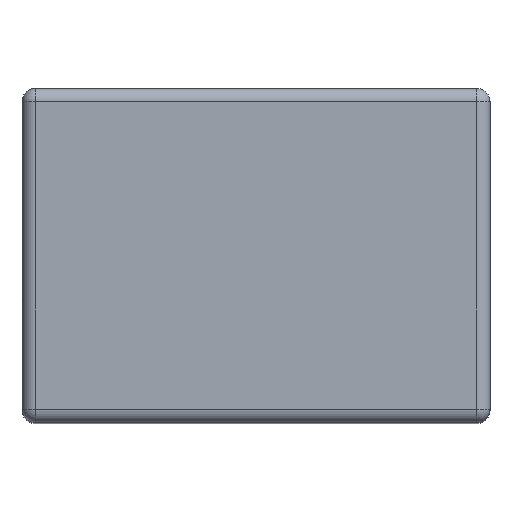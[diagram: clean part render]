
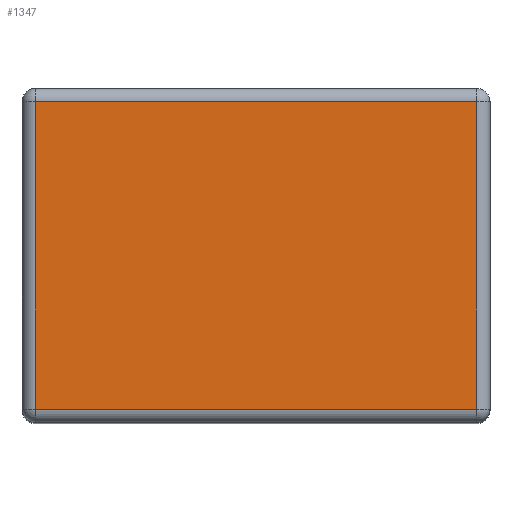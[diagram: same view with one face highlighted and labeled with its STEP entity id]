
A CAD part, top view. The second image highlights one B-rep face of the part: STEP entity #1347.
In plain terms, the highlighted planar face has unit normal (0, 0, 1).
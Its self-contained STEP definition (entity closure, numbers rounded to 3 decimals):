
#296 = CYLINDRICAL_SURFACE('',#297,0.2);
#297 = AXIS2_PLACEMENT_3D('',#298,#299,#300);
#298 = CARTESIAN_POINT('',(-0.96,2.3,9.8));
#299 = DIRECTION('',(1.,0.,0.));
#300 = DIRECTION('',(0.,1.,0.));
#663 = VERTEX_POINT('',#664);
#664 = CARTESIAN_POINT('',(-0.76,2.3,10.));
#686 = EDGE_CURVE('',#663,#687,#689,.T.);
#687 = VERTEX_POINT('',#688);
#688 = CARTESIAN_POINT('',(5.84,2.3,10.));
#689 = SURFACE_CURVE('',#690,(#694,#701),.PCURVE_S1.);
#690 = LINE('',#691,#692);
#691 = CARTESIAN_POINT('',(-0.96,2.3,10.));
#692 = VECTOR('',#693,1.);
#693 = DIRECTION('',(1.,0.,0.));
#694 = PCURVE('',#296,#695);
#695 = DEFINITIONAL_REPRESENTATION('',(#696),#700);
#696 = LINE('',#697,#698);
#697 = CARTESIAN_POINT('',(1.571,0.));
#698 = VECTOR('',#699,1.);
#699 = DIRECTION('',(0.,1.));
#700 = ( GEOMETRIC_REPRESENTATION_CONTEXT(2) 
PARAMETRIC_REPRESENTATION_CONTEXT() REPRESENTATION_CONTEXT('2D SPACE',''
  ) );
#701 = PCURVE('',#702,#707);
#702 = PLANE('',#703);
#703 = AXIS2_PLACEMENT_3D('',#704,#705,#706);
#704 = CARTESIAN_POINT('',(2.54,0.,10.));
#705 = DIRECTION('',(-0.,-0.,-1.));
#706 = DIRECTION('',(-1.,0.,0.));
#707 = DEFINITIONAL_REPRESENTATION('',(#708),#712);
#708 = LINE('',#709,#710);
#709 = CARTESIAN_POINT('',(3.5,2.3));
#710 = VECTOR('',#711,1.);
#711 = DIRECTION('',(-1.,0.));
#712 = ( GEOMETRIC_REPRESENTATION_CONTEXT(2) 
PARAMETRIC_REPRESENTATION_CONTEXT() REPRESENTATION_CONTEXT('2D SPACE',''
  ) );
#1257 = CYLINDRICAL_SURFACE('',#1258,0.2);
#1258 = AXIS2_PLACEMENT_3D('',#1259,#1260,#1261);
#1259 = CARTESIAN_POINT('',(-0.76,-2.5,9.8));
#1260 = DIRECTION('',(0.,1.,0.));
#1261 = DIRECTION('',(0.,0.,1.));
#1347 = ADVANCED_FACE('',(#1348),#702,.F.);
#1348 = FACE_BOUND('',#1349,.F.);
#1349 = EDGE_LOOP('',(#1350,#1380,#1401,#1402));
#1350 = ORIENTED_EDGE('',*,*,#1351,.T.);
#1351 = EDGE_CURVE('',#1352,#1354,#1356,.T.);
#1352 = VERTEX_POINT('',#1353);
#1353 = CARTESIAN_POINT('',(5.84,-2.3,10.));
#1354 = VERTEX_POINT('',#1355);
#1355 = CARTESIAN_POINT('',(-0.76,-2.3,10.));
#1356 = SURFACE_CURVE('',#1357,(#1361,#1368),.PCURVE_S1.);
#1357 = LINE('',#1358,#1359);
#1358 = CARTESIAN_POINT('',(6.04,-2.3,10.));
#1359 = VECTOR('',#1360,1.);
#1360 = DIRECTION('',(-1.,0.,0.));
#1361 = PCURVE('',#702,#1362);
#1362 = DEFINITIONAL_REPRESENTATION('',(#1363),#1367);
#1363 = LINE('',#1364,#1365);
#1364 = CARTESIAN_POINT('',(-3.5,-2.3));
#1365 = VECTOR('',#1366,1.);
#1366 = DIRECTION('',(1.,0.));
#1367 = ( GEOMETRIC_REPRESENTATION_CONTEXT(2) 
PARAMETRIC_REPRESENTATION_CONTEXT() REPRESENTATION_CONTEXT('2D SPACE',''
  ) );
#1368 = PCURVE('',#1369,#1374);
#1369 = CYLINDRICAL_SURFACE('',#1370,0.2);
#1370 = AXIS2_PLACEMENT_3D('',#1371,#1372,#1373);
#1371 = CARTESIAN_POINT('',(6.04,-2.3,9.8));
#1372 = DIRECTION('',(-1.,0.,0.));
#1373 = DIRECTION('',(0.,0.,1.));
#1374 = DEFINITIONAL_REPRESENTATION('',(#1375),#1379);
#1375 = LINE('',#1376,#1377);
#1376 = CARTESIAN_POINT('',(-0.,0.));
#1377 = VECTOR('',#1378,1.);
#1378 = DIRECTION('',(-0.,1.));
#1379 = ( GEOMETRIC_REPRESENTATION_CONTEXT(2) 
PARAMETRIC_REPRESENTATION_CONTEXT() REPRESENTATION_CONTEXT('2D SPACE',''
  ) );
#1380 = ORIENTED_EDGE('',*,*,#1381,.T.);
#1381 = EDGE_CURVE('',#1354,#663,#1382,.T.);
#1382 = SURFACE_CURVE('',#1383,(#1387,#1394),.PCURVE_S1.);
#1383 = LINE('',#1384,#1385);
#1384 = CARTESIAN_POINT('',(-0.76,-2.5,10.));
#1385 = VECTOR('',#1386,1.);
#1386 = DIRECTION('',(0.,1.,0.));
#1387 = PCURVE('',#702,#1388);
#1388 = DEFINITIONAL_REPRESENTATION('',(#1389),#1393);
#1389 = LINE('',#1390,#1391);
#1390 = CARTESIAN_POINT('',(3.3,-2.5));
#1391 = VECTOR('',#1392,1.);
#1392 = DIRECTION('',(0.,1.));
#1393 = ( GEOMETRIC_REPRESENTATION_CONTEXT(2) 
PARAMETRIC_REPRESENTATION_CONTEXT() REPRESENTATION_CONTEXT('2D SPACE',''
  ) );
#1394 = PCURVE('',#1257,#1395);
#1395 = DEFINITIONAL_REPRESENTATION('',(#1396),#1400);
#1396 = LINE('',#1397,#1398);
#1397 = CARTESIAN_POINT('',(-0.,0.));
#1398 = VECTOR('',#1399,1.);
#1399 = DIRECTION('',(-0.,1.));
#1400 = ( GEOMETRIC_REPRESENTATION_CONTEXT(2) 
PARAMETRIC_REPRESENTATION_CONTEXT() REPRESENTATION_CONTEXT('2D SPACE',''
  ) );
#1401 = ORIENTED_EDGE('',*,*,#686,.T.);
#1402 = ORIENTED_EDGE('',*,*,#1403,.T.);
#1403 = EDGE_CURVE('',#687,#1352,#1404,.T.);
#1404 = SURFACE_CURVE('',#1405,(#1409,#1416),.PCURVE_S1.);
#1405 = LINE('',#1406,#1407);
#1406 = CARTESIAN_POINT('',(5.84,2.5,10.));
#1407 = VECTOR('',#1408,1.);
#1408 = DIRECTION('',(0.,-1.,0.));
#1409 = PCURVE('',#702,#1410);
#1410 = DEFINITIONAL_REPRESENTATION('',(#1411),#1415);
#1411 = LINE('',#1412,#1413);
#1412 = CARTESIAN_POINT('',(-3.3,2.5));
#1413 = VECTOR('',#1414,1.);
#1414 = DIRECTION('',(0.,-1.));
#1415 = ( GEOMETRIC_REPRESENTATION_CONTEXT(2) 
PARAMETRIC_REPRESENTATION_CONTEXT() REPRESENTATION_CONTEXT('2D SPACE',''
  ) );
#1416 = PCURVE('',#1417,#1422);
#1417 = CYLINDRICAL_SURFACE('',#1418,0.2);
#1418 = AXIS2_PLACEMENT_3D('',#1419,#1420,#1421);
#1419 = CARTESIAN_POINT('',(5.84,2.5,9.8));
#1420 = DIRECTION('',(0.,-1.,0.));
#1421 = DIRECTION('',(1.,0.,0.));
#1422 = DEFINITIONAL_REPRESENTATION('',(#1423),#1427);
#1423 = LINE('',#1424,#1425);
#1424 = CARTESIAN_POINT('',(1.571,0.));
#1425 = VECTOR('',#1426,1.);
#1426 = DIRECTION('',(0.,1.));
#1427 = ( GEOMETRIC_REPRESENTATION_CONTEXT(2) 
PARAMETRIC_REPRESENTATION_CONTEXT() REPRESENTATION_CONTEXT('2D SPACE',''
  ) );
